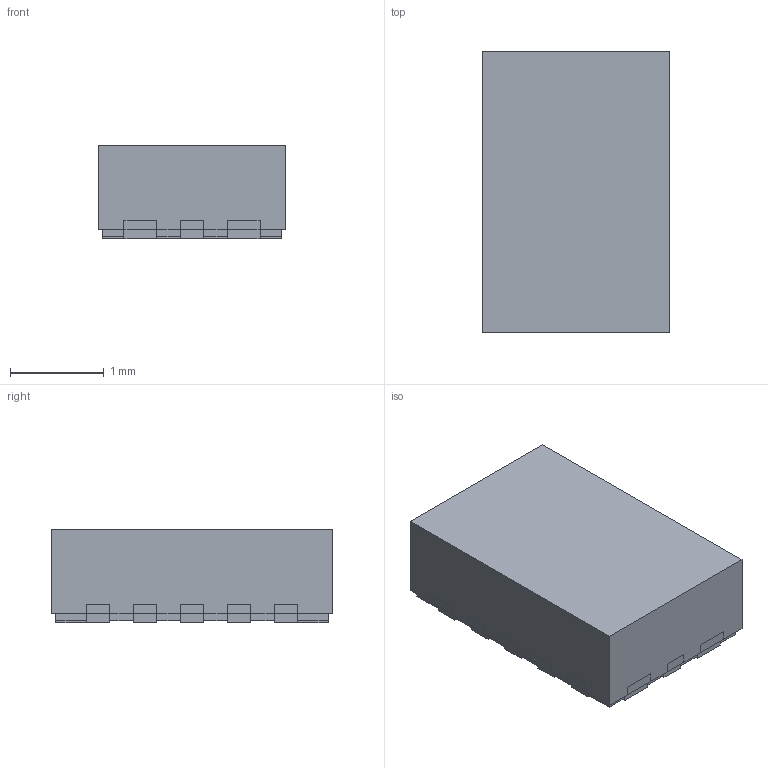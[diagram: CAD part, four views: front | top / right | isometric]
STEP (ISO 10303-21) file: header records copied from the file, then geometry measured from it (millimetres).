
FILE_DESCRIPTION((''),'2;1');
FILE_NAME('RWY0009A_ASM','2017-11-15T08:28:47',('a0412086'),(''),'CREO PARAMETRIC BY PTC INC, 2017260','CREO PARAMETRIC BY PTC INC, 2017260','');
FILE_SCHEMA(('AUTOMOTIVE_DESIGN { 1 0 10303 214 1 1 1 1 }'));
Length unit declared in the file: millimetre
Products named in the file (4): FRAME-RWY0009A_AF0; BODY-QFN_AF0; PIN1-ID; RWY0009A_ASM
Assembly tree (3 placements, depth 2):
  RWY0009A_ASM
    FRAME-RWY0009A_AF0
    BODY-QFN_AF0
    PIN1-ID
Bounding box: 2 x 3 x 1 mm (x, y, z)
Volume: 5.9 mm3; surface area: 35.4 mm2
Topology: 10 solids, 10 shells, 198 faces, 534 edges, 356 vertices
Faces by surface type: plane 198
Entity records: 8240 total; most frequent: CARTESIAN_POINT 1138, ORIENTED_EDGE 1068, DIRECTION 996, PRESENTATION_STYLE_ASSIGNMENT 560, STYLED_ITEM 544, VECTOR 534, LINE 534, CURVE_STYLE 534
